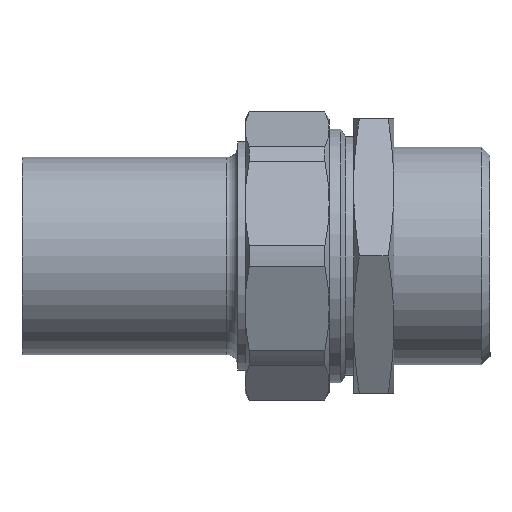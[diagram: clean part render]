
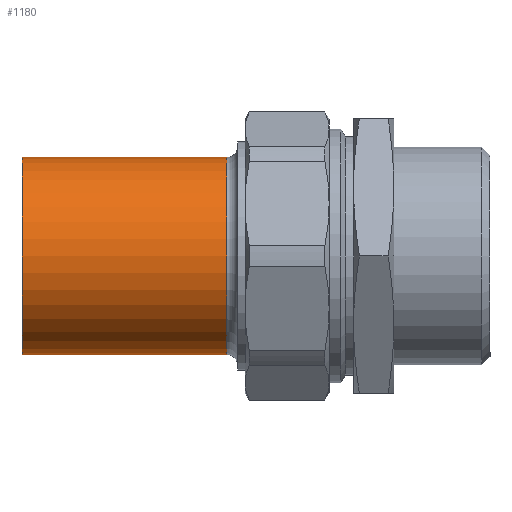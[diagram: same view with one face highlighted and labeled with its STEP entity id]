
A CAD part, front view. The second image highlights one B-rep face of the part: STEP entity #1180.
In plain terms, the highlighted cylindrical face has radius 27 mm (diameter 54 mm), a full revolution.
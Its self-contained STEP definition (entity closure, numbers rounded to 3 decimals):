
#63=FACE_BOUND($,#365,.T.);
#255=FACE_OUTER_BOUND($,#364,.T.);
#364=EDGE_LOOP($,(#1035));
#365=EDGE_LOOP($,(#1036));
#434=CIRCLE($,#1328,27.);
#441=CIRCLE($,#1341,27.);
#579=VERTEX_POINT($,#2115);
#586=VERTEX_POINT($,#2135);
#730=EDGE_CURVE($,#579,#579,#434,.T.);
#737=EDGE_CURVE($,#586,#586,#441,.T.);
#1035=ORIENTED_EDGE($,*,*,#730,.T.);
#1036=ORIENTED_EDGE($,*,*,#737,.T.);
#1058=CYLINDRICAL_SURFACE($,#1342,27.);
#1180=ADVANCED_FACE($,(#255,#63),#1058,.T.);
#1328=AXIS2_PLACEMENT_3D($,#2116,#1650,#1651);
#1341=AXIS2_PLACEMENT_3D($,#2136,#1676,#1677);
#1342=AXIS2_PLACEMENT_3D($,#2137,#1678,#1679);
#1650=DIRECTION('center_axis',(-1.,0.,0.));
#1651=DIRECTION('ref_axis',(0.,0.,1.));
#1676=DIRECTION('center_axis',(1.,0.,0.));
#1677=DIRECTION('ref_axis',(0.,1.,0.));
#1678=DIRECTION('center_axis',(1.,0.,0.));
#1679=DIRECTION('ref_axis',(0.,1.,0.));
#2115=CARTESIAN_POINT('',(73.,0.,-27.));
#2116=CARTESIAN_POINT('Origin',(73.,0.,0.));
#2135=CARTESIAN_POINT('',(17.,27.,0.));
#2136=CARTESIAN_POINT('Origin',(17.,0.,0.));
#2137=CARTESIAN_POINT('Origin',(19.,0.,0.));
